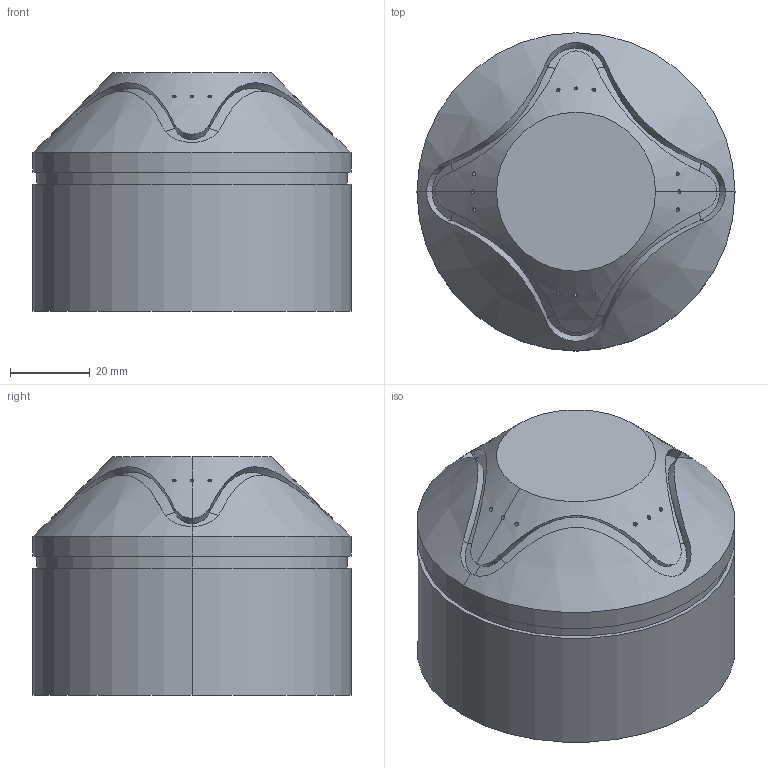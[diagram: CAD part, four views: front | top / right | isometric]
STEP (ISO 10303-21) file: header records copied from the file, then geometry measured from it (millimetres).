
FILE_DESCRIPTION((''),'2;1');
FILE_NAME('PRT0004','2014-08-20T',('Dell'),(''),'PRO/ENGINEER BY PARAMETRIC TECHNOLOGY CORPORATION, 2009440','PRO/ENGINEER BY PARAMETRIC TECHNOLOGY CORPORATION, 2009440','');
FILE_SCHEMA(('CONFIG_CONTROL_DESIGN'));
Length unit declared in the file: millimetre
Products named in the file (1): PRT0004
Bounding box: 80 x 80 x 60 mm (x, y, z)
Volume: 257503.6 mm3; surface area: 23153.2 mm2
Topology: 1 solids, 1 shells, 80 faces, 168 edges, 102 vertices
Faces by surface type: cylinder 30, bspline 30, plane 16, cone 4
Entity records: 4592 total; most frequent: CARTESIAN_POINT 3032, ORIENTED_EDGE 336, DIRECTION 242, EDGE_CURVE 168, VERTEX_POINT 102, EDGE_LOOP 92, AXIS2_PLACEMENT_3D 88, FACE_OUTER_BOUND 80
